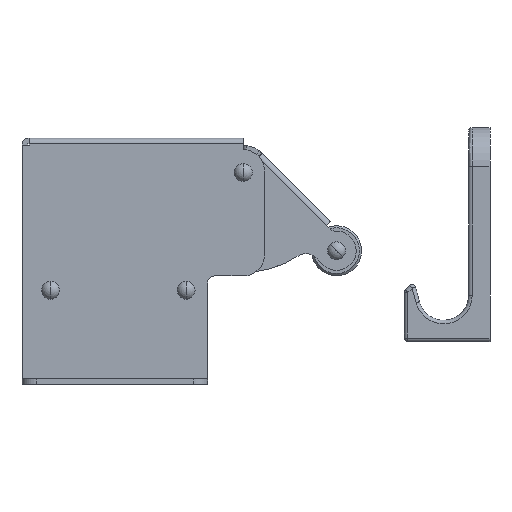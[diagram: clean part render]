
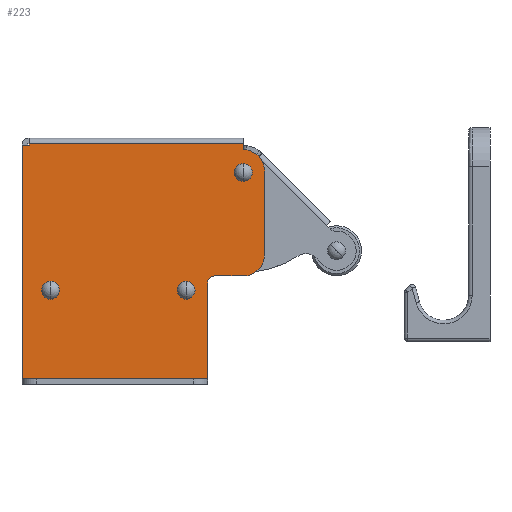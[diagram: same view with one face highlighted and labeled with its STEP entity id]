
A CAD part, left-side view. The second image highlights one B-rep face of the part: STEP entity #223.
In plain terms, the highlighted planar face has unit normal (-1, 0, 0).
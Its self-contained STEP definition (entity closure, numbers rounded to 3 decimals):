
#223=ADVANCED_FACE('',(#508,#509,#510,#511),#507,.F.);
#507=PLANE('',#3414);
#508=FACE_OUTER_BOUND('',#3415,.T.);
#509=FACE_BOUND('',#3416,.T.);
#510=FACE_BOUND('',#3417,.T.);
#511=FACE_BOUND('',#3418,.T.);
#3411=CARTESIAN_POINT('',(-7.5,-6.4,7.29));
#3412=DIRECTION('',(1.,0.,0.));
#3413=DIRECTION('',(0.,0.,-1.));
#3414=AXIS2_PLACEMENT_3D('',#3411,#3412,#3413);
#3415=EDGE_LOOP('',(#5060,#5061,#5062,#5063,#5064,#5065,#5066,#5067,#5068,#5069,#5070,#5071));
#3416=EDGE_LOOP('',(#5072,#5073));
#3417=EDGE_LOOP('',(#5074,#5075));
#3418=EDGE_LOOP('',(#5076,#5077));
#5060=ORIENTED_EDGE('',*,*,#6504,.F.);
#5061=ORIENTED_EDGE('',*,*,#6505,.T.);
#5062=ORIENTED_EDGE('',*,*,#6506,.F.);
#5063=ORIENTED_EDGE('',*,*,#6507,.T.);
#5064=ORIENTED_EDGE('',*,*,#6508,.T.);
#5065=ORIENTED_EDGE('',*,*,#6509,.T.);
#5066=ORIENTED_EDGE('',*,*,#6510,.T.);
#5067=ORIENTED_EDGE('',*,*,#6511,.F.);
#5068=ORIENTED_EDGE('',*,*,#6512,.F.);
#5069=ORIENTED_EDGE('',*,*,#6513,.F.);
#5070=ORIENTED_EDGE('',*,*,#6514,.T.);
#5071=ORIENTED_EDGE('',*,*,#6515,.F.);
#5072=ORIENTED_EDGE('',*,*,#6516,.F.);
#5073=ORIENTED_EDGE('',*,*,#6517,.F.);
#5074=ORIENTED_EDGE('',*,*,#6518,.F.);
#5075=ORIENTED_EDGE('',*,*,#6519,.F.);
#5076=ORIENTED_EDGE('',*,*,#6520,.F.);
#5077=ORIENTED_EDGE('',*,*,#6521,.F.);
#6504=EDGE_CURVE('',#7226,#7227,#7228,.T.);
#6505=EDGE_CURVE('',#7226,#7234,#7235,.T.);
#6506=EDGE_CURVE('',#7241,#7234,#7242,.T.);
#6507=EDGE_CURVE('',#7241,#7248,#7249,.T.);
#6508=EDGE_CURVE('',#7248,#7255,#7256,.T.);
#6509=EDGE_CURVE('',#7255,#7262,#7263,.T.);
#6510=EDGE_CURVE('',#7262,#7269,#7270,.T.);
#6511=EDGE_CURVE('',#7276,#7269,#7277,.T.);
#6512=EDGE_CURVE('',#7283,#7276,#7284,.T.);
#6513=EDGE_CURVE('',#7290,#7283,#7291,.T.);
#6514=EDGE_CURVE('',#7290,#7297,#7298,.T.);
#6515=EDGE_CURVE('',#7227,#7297,#7304,.T.);
#6516=EDGE_CURVE('',#7310,#7311,#7312,.T.);
#6517=EDGE_CURVE('',#7311,#7310,#7318,.T.);
#6518=EDGE_CURVE('',#7324,#7325,#7326,.T.);
#6519=EDGE_CURVE('',#7325,#7324,#7332,.T.);
#6520=EDGE_CURVE('',#7338,#7339,#7340,.T.);
#6521=EDGE_CURVE('',#7339,#7338,#7346,.T.);
#7226=VERTEX_POINT('',#12022);
#7227=VERTEX_POINT('',#12023);
#7228=LINE('',#12024,#12025);
#7234=VERTEX_POINT('',#12027);
#7235=LINE('',#12028,#12029);
#7241=VERTEX_POINT('',#12031);
#7242=LINE('',#12032,#12033);
#7248=VERTEX_POINT('',#12035);
#7249=LINE('',#12036,#12037);
#7255=VERTEX_POINT('',#12039);
#7256=CIRCLE('',#12043,1.);
#7262=VERTEX_POINT('',#12044);
#7263=LINE('',#12045,#12046);
#7269=VERTEX_POINT('',#12048);
#7270=CIRCLE('',#12052,3.);
#7276=VERTEX_POINT('',#12053);
#7277=LINE('',#12054,#12055);
#7283=VERTEX_POINT('',#12057);
#7284=CIRCLE('',#12061,3.);
#7290=VERTEX_POINT('',#12062);
#7291=LINE('',#12063,#12064);
#7297=VERTEX_POINT('',#12066);
#7298=LINE('',#12067,#12068);
#7304=LINE('',#12070,#12071);
#7310=VERTEX_POINT('',#12073);
#7311=VERTEX_POINT('',#12074);
#7312=CIRCLE('',#12078,1.25);
#7318=CIRCLE('',#12082,1.25);
#7324=VERTEX_POINT('',#12083);
#7325=VERTEX_POINT('',#12084);
#7326=CIRCLE('',#12088,1.25);
#7332=CIRCLE('',#12092,1.25);
#7338=VERTEX_POINT('',#12093);
#7339=VERTEX_POINT('',#12094);
#7340=CIRCLE('',#12098,1.25);
#7346=CIRCLE('',#12102,1.25);
#12022=CARTESIAN_POINT('',(-7.5,31.,3.8));
#12023=CARTESIAN_POINT('',(-7.5,30.,3.8));
#12024=CARTESIAN_POINT('',(-7.5,31.,3.8));
#12025=VECTOR('',#12026,1.);
#12026=DIRECTION('',(0.,-1.,0.));
#12027=CARTESIAN_POINT('',(-7.5,31.,-28.9));
#12028=CARTESIAN_POINT('',(-7.5,31.,3.8));
#12029=VECTOR('',#12030,32.7);
#12030=DIRECTION('',(0.,0.,-1.));
#12031=CARTESIAN_POINT('',(-7.5,5.,-28.9));
#12032=CARTESIAN_POINT('',(-7.5,5.,-28.9));
#12033=VECTOR('',#12034,26.);
#12034=DIRECTION('',(0.,1.,0.));
#12035=CARTESIAN_POINT('',(-7.5,5.,-15.5));
#12036=CARTESIAN_POINT('',(-7.5,5.,-28.9));
#12037=VECTOR('',#12038,13.4);
#12038=DIRECTION('',(0.,0.,1.));
#12039=CARTESIAN_POINT('',(-7.5,4.,-14.5));
#12040=CARTESIAN_POINT('',(-7.5,4.,-15.5));
#12041=DIRECTION('',(1.,0.,0.));
#12042=DIRECTION('',(0.,0.,1.));
#12043=AXIS2_PLACEMENT_3D('',#12040,#12041,#12042);
#12044=CARTESIAN_POINT('',(-7.5,0.,-14.5));
#12045=CARTESIAN_POINT('',(-7.5,4.,-14.5));
#12046=VECTOR('',#12047,4.);
#12047=DIRECTION('',(0.,-1.,0.));
#12048=CARTESIAN_POINT('',(-7.5,-3.,-11.5));
#12049=CARTESIAN_POINT('',(-7.5,0.,-11.5));
#12050=DIRECTION('',(-1.,0.,0.));
#12051=DIRECTION('',(0.,0.,1.));
#12052=AXIS2_PLACEMENT_3D('',#12049,#12050,#12051);
#12053=CARTESIAN_POINT('',(-7.5,-3.,0.2));
#12054=CARTESIAN_POINT('',(-7.5,-3.,0.2));
#12055=VECTOR('',#12056,11.7);
#12056=DIRECTION('',(0.,0.,-1.));
#12057=CARTESIAN_POINT('',(-7.5,0.,3.2));
#12058=CARTESIAN_POINT('',(-7.5,0.,0.2));
#12059=DIRECTION('',(1.,0.,0.));
#12060=DIRECTION('',(0.,0.,1.));
#12061=AXIS2_PLACEMENT_3D('',#12058,#12059,#12060);
#12062=CARTESIAN_POINT('',(-7.5,0.,4.));
#12063=CARTESIAN_POINT('',(-7.5,0.,4.));
#12064=VECTOR('',#12065,0.8);
#12065=DIRECTION('',(0.,0.,-1.));
#12066=CARTESIAN_POINT('',(-7.5,30.,4.));
#12067=CARTESIAN_POINT('',(-7.5,0.,4.));
#12068=VECTOR('',#12069,30.);
#12069=DIRECTION('',(0.,1.,0.));
#12070=CARTESIAN_POINT('',(-7.5,30.,3.8));
#12071=VECTOR('',#12072,0.2);
#12072=DIRECTION('',(0.,0.,1.));
#12073=CARTESIAN_POINT('',(-7.5,8.,-15.25));
#12074=CARTESIAN_POINT('',(-7.5,8.,-17.75));
#12075=CARTESIAN_POINT('',(-7.5,8.,-16.5));
#12076=DIRECTION('',(-1.,0.,0.));
#12077=DIRECTION('',(0.,0.,-1.));
#12078=AXIS2_PLACEMENT_3D('',#12075,#12076,#12077);
#12079=CARTESIAN_POINT('',(-7.5,8.,-16.5));
#12080=DIRECTION('',(-1.,0.,0.));
#12081=DIRECTION('',(0.,0.,-1.));
#12082=AXIS2_PLACEMENT_3D('',#12079,#12080,#12081);
#12083=CARTESIAN_POINT('',(-7.5,27.,-15.25));
#12084=CARTESIAN_POINT('',(-7.5,27.,-17.75));
#12085=CARTESIAN_POINT('',(-7.5,27.,-16.5));
#12086=DIRECTION('',(-1.,0.,0.));
#12087=DIRECTION('',(0.,0.,-1.));
#12088=AXIS2_PLACEMENT_3D('',#12085,#12086,#12087);
#12089=CARTESIAN_POINT('',(-7.5,27.,-16.5));
#12090=DIRECTION('',(-1.,0.,0.));
#12091=DIRECTION('',(0.,0.,-1.));
#12092=AXIS2_PLACEMENT_3D('',#12089,#12090,#12091);
#12093=CARTESIAN_POINT('',(-7.5,0.,1.25));
#12094=CARTESIAN_POINT('',(-7.5,0.,-1.25));
#12095=CARTESIAN_POINT('',(-7.5,0.,0.));
#12096=DIRECTION('',(-1.,0.,0.));
#12097=DIRECTION('',(0.,0.,-1.));
#12098=AXIS2_PLACEMENT_3D('',#12095,#12096,#12097);
#12099=CARTESIAN_POINT('',(-7.5,0.,0.));
#12100=DIRECTION('',(-1.,0.,0.));
#12101=DIRECTION('',(0.,0.,-1.));
#12102=AXIS2_PLACEMENT_3D('',#12099,#12100,#12101);
